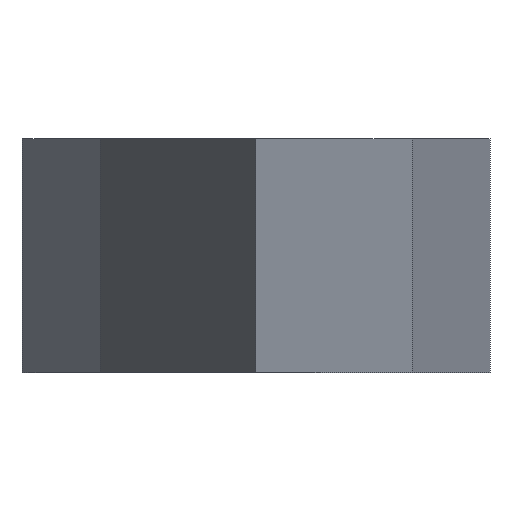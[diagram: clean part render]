
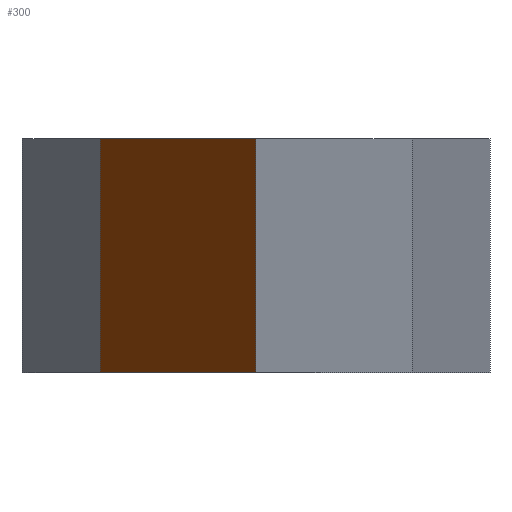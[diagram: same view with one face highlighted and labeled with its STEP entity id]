
A CAD part, front view. The second image highlights one B-rep face of the part: STEP entity #300.
In plain terms, the highlighted planar face has unit normal (-0.928, -0.371, 0).
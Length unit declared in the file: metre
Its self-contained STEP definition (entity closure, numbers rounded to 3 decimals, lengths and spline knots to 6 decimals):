
#24=LINE('',#482,#49);
#26=LINE('',#486,#51);
#27=LINE('',#488,#52);
#28=LINE('',#490,#53);
#49=VECTOR('',#394,1.);
#51=VECTOR('',#398,1.);
#52=VECTOR('',#399,1.);
#53=VECTOR('',#400,1.);
#66=PLANE('',#337);
#98=ORIENTED_EDGE('',*,*,#168,.T.);
#99=ORIENTED_EDGE('',*,*,#169,.F.);
#100=ORIENTED_EDGE('',*,*,#170,.F.);
#101=ORIENTED_EDGE('',*,*,#166,.T.);
#166=EDGE_CURVE('',#200,#199,#24,.T.);
#168=EDGE_CURVE('',#199,#201,#26,.T.);
#169=EDGE_CURVE('',#202,#201,#27,.T.);
#170=EDGE_CURVE('',#200,#202,#28,.T.);
#199=VERTEX_POINT('',#481);
#200=VERTEX_POINT('',#483);
#201=VERTEX_POINT('',#487);
#202=VERTEX_POINT('',#489);
#234=EDGE_LOOP('',(#98,#99,#100,#101));
#265=FACE_BOUND('',#234,.T.);
#300=ADVANCED_FACE('',(#265),#66,.F.);
#337=AXIS2_PLACEMENT_3D('',#485,#396,#397);
#394=DIRECTION('',(0.,0.,-1.));
#396=DIRECTION('',(0.928,0.371,0.));
#397=DIRECTION('',(-0.371,0.928,0.));
#398=DIRECTION('',(0.371,-0.928,0.));
#399=DIRECTION('',(0.,0.,-1.));
#400=DIRECTION('',(0.371,-0.928,0.));
#481=CARTESIAN_POINT('',(-0.00508,0.0127,0.));
#482=CARTESIAN_POINT('',(-0.00508,0.0127,0.00762));
#483=CARTESIAN_POINT('',(-0.00508,0.0127,0.00762));
#485=CARTESIAN_POINT('',(-0.00254,0.00635,0.00762));
#486=CARTESIAN_POINT('',(-0.00254,0.00635,0.));
#487=CARTESIAN_POINT('',(0.,0.,0.));
#488=CARTESIAN_POINT('',(0.,0.,0.00762));
#489=CARTESIAN_POINT('',(0.,0.,0.00762));
#490=CARTESIAN_POINT('',(-0.00254,0.00635,0.00762));
